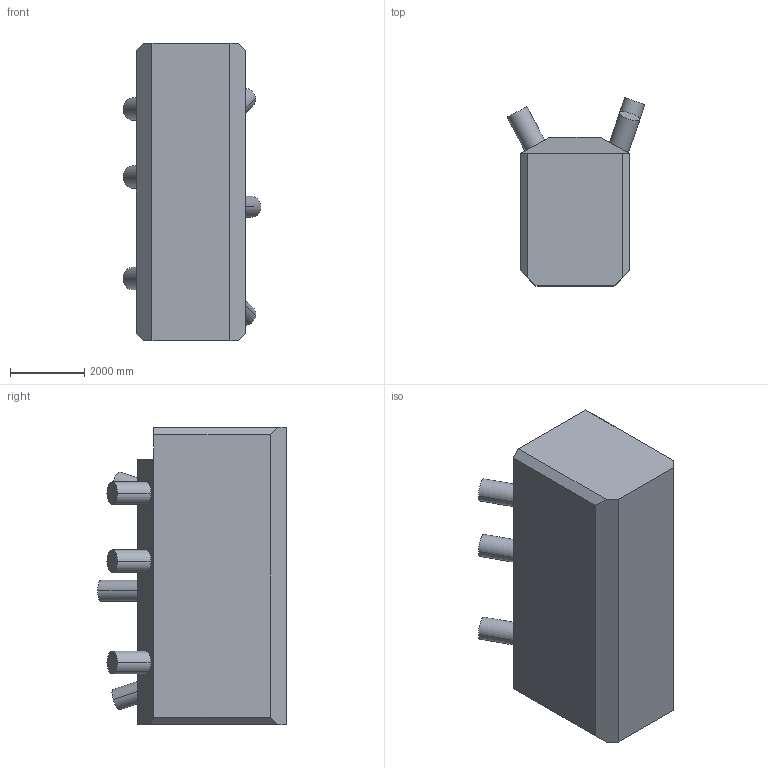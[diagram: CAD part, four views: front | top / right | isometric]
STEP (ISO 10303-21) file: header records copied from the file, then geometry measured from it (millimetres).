
FILE_DESCRIPTION (( 'STEP AP203' ), '1' );
FILE_NAME ('test.STEP', '2007-11-15T15:17:01', ( 'Noel-ben' ), ( 'SERGI' ), 'SwSTEP 2.0', 'SolidWorks 2007', '' );
FILE_SCHEMA (( 'CONFIG_CONTROL_DESIGN' ));
Length unit declared in the file: millimetre
Products named in the file (1): test
Bounding box: 3715.32 x 5078.51 x 8000 mm (x, y, z)
Volume: 91142068817 mm3; surface area: 134527721.4 mm2
Topology: 1 solids, 1 shells, 34 faces, 76 edges, 50 vertices
Faces by surface type: plane 22, cylinder 12
Entity records: 1019 total; most frequent: CARTESIAN_POINT 179, DIRECTION 158, ORIENTED_EDGE 152, EDGE_CURVE 76, AXIS2_PLACEMENT_3D 53, VECTOR 52, LINE 52, VERTEX_POINT 50
